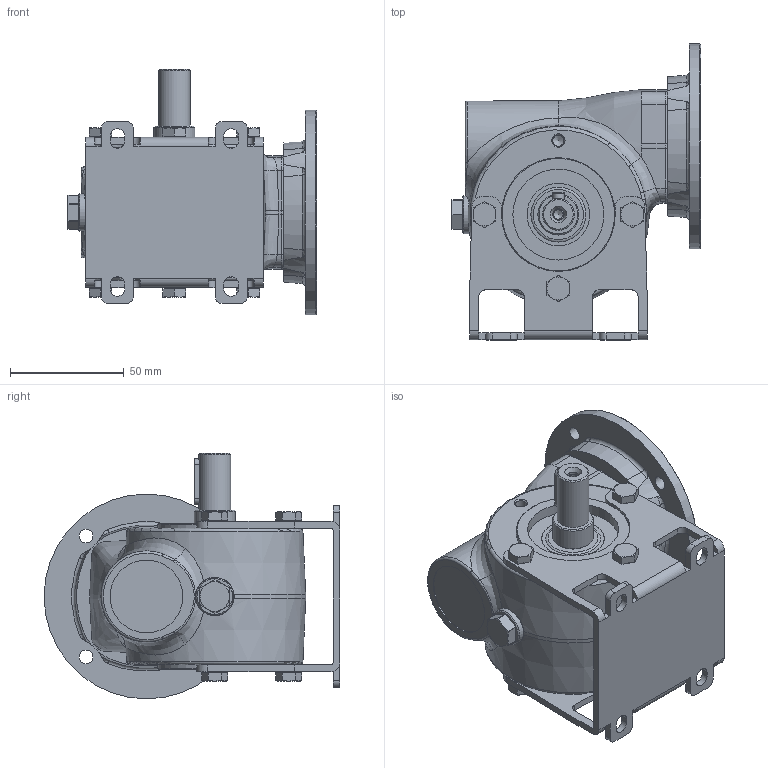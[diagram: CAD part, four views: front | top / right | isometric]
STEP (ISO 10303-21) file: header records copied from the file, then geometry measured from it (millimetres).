
FILE_DESCRIPTION( ( 'Unknown' ), '1' );
FILE_NAME( '3A9EF6ECBAC073737EB49CBA1D1B0E5.3d.stp', 'Unknown', ( 'Unknown' ), ( 'Unknown' ), 'PSStep 10.1', 'Unknown', ' ' );
FILE_SCHEMA( ( 'AUTOMOTIVE_DESIGN { 1 0 10303 214 1 1 1 1 }' ) );
Length unit declared in the file: millimetre
Products named in the file (1): N308800
Bounding box: 109.5 x 130 x 108 mm (x, y, z)
Volume: 443011.3 mm3; surface area: 72908.4 mm2
Topology: 1 solids, 21 shells, 568 faces, 1406 edges, 899 vertices
Faces by surface type: plane 234, cylinder 151, cone 103, bspline 42, torus 38
Full cylindrical faces by diameter (mm): 4.134 x1, 4.917 x12, 5 x1, 6 x14, 6.5 x10, 8.9 x6, 10 x4, 11 x4, 13 x1, 14 x3, 16.662 x1, 17 x1, 18 x1, 20 x1, 27.5 x2, 30 x1, 32 x1, 40 x1, 47 x1, 90 x1
Entity records: 25212 total; most frequent: CARTESIAN_POINT 8445, DIRECTION 2476, ORIENTED_EDGE 2372, EDGE_CURVE 1186, AXIS2_PLACEMENT_3D 1003, VERTEX_POINT 824, EDGE_LOOP 769, FACE_OUTER_BOUND 658
